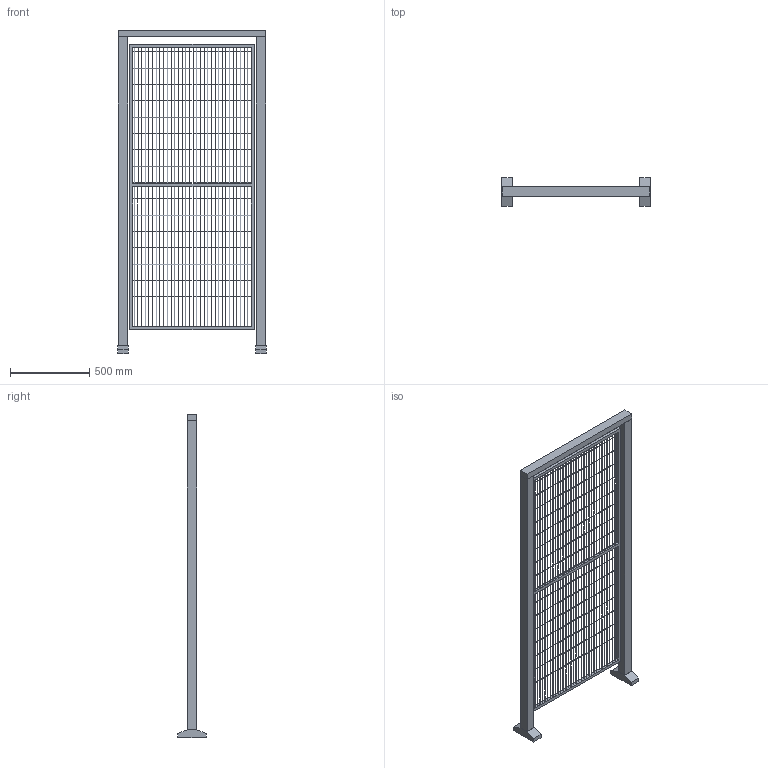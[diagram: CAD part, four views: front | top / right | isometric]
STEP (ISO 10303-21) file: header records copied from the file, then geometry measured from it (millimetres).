
FILE_DESCRIPTION(/* description */ (''),/* implementation_level */ '2;1');
FILE_NAME(/* name */ 'GSDS800_20210629.stp',/* time_stamp */ '2021-06-29T13:38:05+09:00',/* author */ (''),/* organization */ (''),/* preprocessor_version */ 'ST-DEVELOPER v16.7',/* originating_system */ 'SIEMENS PLM Software NX 12.0',/* authorisation */ '');
FILE_SCHEMA (('AUTOMOTIVE_DESIGN { 1 0 10303 214 3 1 1 1 }'));
Length unit declared in the file: millimetre
Products named in the file (4): top2; GSDS800_post; GSDS800_1; GSDS800_202105
Assembly tree (4 placements, depth 2):
  GSDS800_202105
    GSDS800_1
    GSDS800_post  x2
    top2
Bounding box: 938 x 180 x 2036 mm (x, y, z)
Volume: 20077518.8 mm3; surface area: 2336169.8 mm2
Topology: 52 solids, 52 shells, 210 faces, 308 edges, 206 vertices
Faces by surface type: plane 152, cylinder 58
Full cylindrical faces by diameter (mm): 3 x50
Entity records: 4017 total; most frequent: DIRECTION 692, CARTESIAN_POINT 561, ORIENTED_EDGE 404, AXIS2_PLACEMENT_3D 299, EDGE_LOOP 250, EDGE_CURVE 202, ADVANCED_FACE 186, VERTEX_POINT 168
